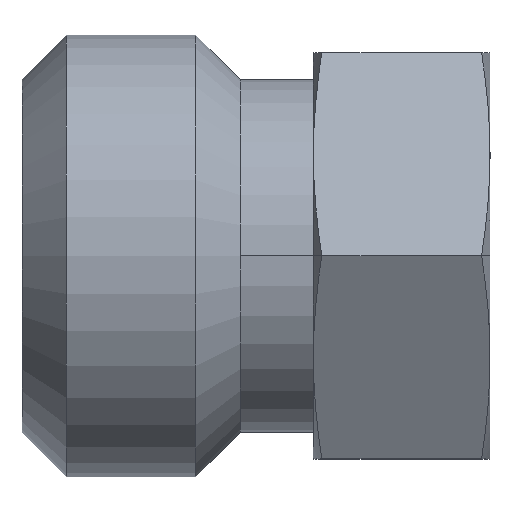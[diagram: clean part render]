
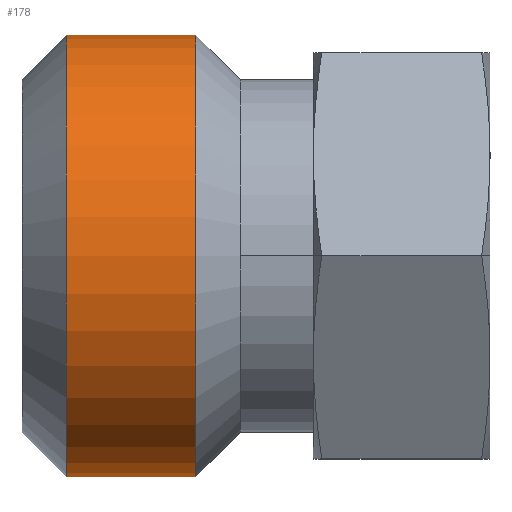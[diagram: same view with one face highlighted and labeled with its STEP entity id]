
A CAD part, top view. The second image highlights one B-rep face of the part: STEP entity #178.
In plain terms, the highlighted cylindrical face has radius 6.35 mm (diameter 12.7 mm), a partial arc.
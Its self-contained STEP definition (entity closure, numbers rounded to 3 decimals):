
#67=CARTESIAN_POINT('POINT5',(-7.112,
   -6.35,0.));
#68=VERTEX_POINT('VERTEX5',#67);
#75=CARTESIAN_POINT('POINT6',(-7.112,6.35,0.
   ));
#76=VERTEX_POINT('VERTEX6',#75);
#77=CARTESIAN_POINT('POS10',(-7.112,
   0.,0.));
#78=DIRECTION('DIR16',(1.,0.,0.));
#79=DIRECTION('DIR17',(0.,1.,0.));
#80=AXIS2_PLACEMENT_3D('AXIS7',#77,#78,#79);
#81=CIRCLE('ELLIPSE5',#80,6.35);
#82=EDGE_CURVE('EDGE8',#76,#68,#81,.T.);
#147=ORIENTED_EDGE('COEDGE21',*,*,#82,.T.);
#148=CARTESIAN_POINT('POINT9',(-3.378,-6.35,0.));
#149=VERTEX_POINT('VERTEX9',#148);
#150=CARTESIAN_POINT('POS18',(-3.378,-6.35,
   0.));
#151=DIRECTION('DIR31',(-1.,0.,0.));
#152=VECTOR('VEC5',#151,25.4);
#153=LINE('STRAIGHT5',#150,#152);
#154=EDGE_CURVE('EDGE13',#149,#68,#153,.T.);
#155=ORIENTED_EDGE('COEDGE22',*,*,#154,.F.);
#156=CARTESIAN_POINT('POINT10',(-3.378,6.35,
   0.));
#157=VERTEX_POINT('VERTEX10',#156);
#158=CARTESIAN_POINT('POS19',(-3.378,0.,
   0.));
#159=DIRECTION('DIR32',(1.,0.,0.));
#160=DIRECTION('DIR33',(0.,1.,0.));
#161=AXIS2_PLACEMENT_3D('AXIS14',#158,#159,#160);
#162=CIRCLE('ELLIPSE9',#161,6.35);
#163=EDGE_CURVE('EDGE14',#157,#149,#162,.T.);
#164=ORIENTED_EDGE('COEDGE23',*,*,#163,.F.);
#165=CARTESIAN_POINT('POS20',(-3.378,6.35,
   0.));
#166=DIRECTION('DIR34',(-1.,0.,0.));
#167=VECTOR('VEC6',#166,25.4);
#168=LINE('STRAIGHT6',#165,#167);
#169=EDGE_CURVE('EDGE15',#157,#76,#168,.T.);
#170=ORIENTED_EDGE('COEDGE24',*,*,#169,.T.);
#171=EDGE_LOOP('NONE',(#147,#155,#164,#170));
#172=FACE_BOUND('LOOP1',#171,.T.);
#173=CARTESIAN_POINT('POS21',(-8.696,0.,0.));
#174=DIRECTION('DIR35',(1.,0.,0.));
#175=DIRECTION('DIR36',(0.,-1.,0.));
#176=AXIS2_PLACEMENT_3D('AXIS15',#173,#174,#175);
#177=CYLINDRICAL_SURFACE('CONE_SURF5',#176,6.35);
#178=ADVANCED_FACE('FACE6',(#172),#177,.T.);
